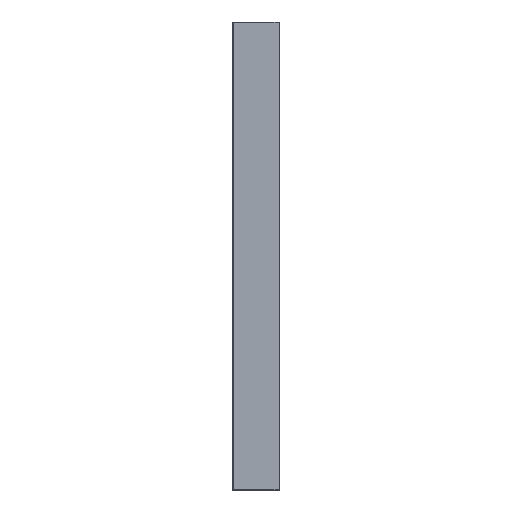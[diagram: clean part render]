
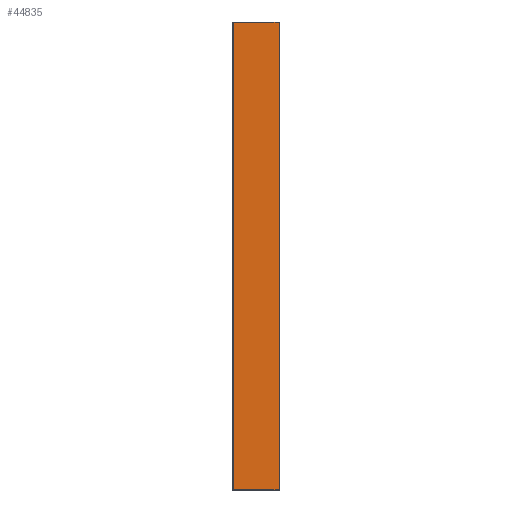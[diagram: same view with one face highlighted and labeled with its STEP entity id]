
A CAD part, front view. The second image highlights one B-rep face of the part: STEP entity #44835.
In plain terms, the highlighted planar face has unit normal (0, -1, 0).
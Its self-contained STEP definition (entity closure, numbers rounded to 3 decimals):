
#36221 = PLANE('',#36222);
#36222 = AXIS2_PLACEMENT_3D('',#36223,#36224,#36225);
#36223 = CARTESIAN_POINT('',(7.5,-15.45,0.05));
#36224 = DIRECTION('',(0.,0.707,0.707));
#36225 = DIRECTION('',(1.,0.,0.));
#36529 = PLANE('',#36530);
#36530 = AXIS2_PLACEMENT_3D('',#36531,#36532,#36533);
#36531 = CARTESIAN_POINT('',(7.5,-15.45,149.95));
#36532 = DIRECTION('',(0.,-0.707,
    0.707));
#36533 = DIRECTION('',(1.,0.,0.));
#36816 = PLANE('',#36817);
#36817 = AXIS2_PLACEMENT_3D('',#36818,#36819,#36820);
#36818 = CARTESIAN_POINT('',(-7.4,-15.4,0.));
#36819 = DIRECTION('',(-0.707,-0.707,
    0.));
#36820 = DIRECTION('',(0.,0.,1.));
#39729 = VERTEX_POINT('',#39730);
#39730 = CARTESIAN_POINT('',(7.4,-15.5,0.1));
#39751 = EDGE_CURVE('',#39729,#39752,#39754,.T.);
#39752 = VERTEX_POINT('',#39753);
#39753 = CARTESIAN_POINT('',(-7.3,-15.5,0.1));
#39754 = SURFACE_CURVE('',#39755,(#39759,#39766),.PCURVE_S1.);
#39755 = LINE('',#39756,#39757);
#39756 = CARTESIAN_POINT('',(7.5,-15.5,0.1));
#39757 = VECTOR('',#39758,1.);
#39758 = DIRECTION('',(-1.,0.,0.));
#39759 = PCURVE('',#36221,#39760);
#39760 = DEFINITIONAL_REPRESENTATION('',(#39761),#39765);
#39761 = LINE('',#39762,#39763);
#39762 = CARTESIAN_POINT('',(0.,-0.071));
#39763 = VECTOR('',#39764,1.);
#39764 = DIRECTION('',(-1.,0.));
#39765 = ( GEOMETRIC_REPRESENTATION_CONTEXT(2) 
PARAMETRIC_REPRESENTATION_CONTEXT() REPRESENTATION_CONTEXT('2D SPACE',''
  ) );
#39766 = PCURVE('',#39767,#39772);
#39767 = PLANE('',#39768);
#39768 = AXIS2_PLACEMENT_3D('',#39769,#39770,#39771);
#39769 = CARTESIAN_POINT('',(7.5,-15.5,0.));
#39770 = DIRECTION('',(0.,-1.,0.));
#39771 = DIRECTION('',(-1.,0.,0.));
#39772 = DEFINITIONAL_REPRESENTATION('',(#39773),#39777);
#39773 = LINE('',#39774,#39775);
#39774 = CARTESIAN_POINT('',(0.,-0.1));
#39775 = VECTOR('',#39776,1.);
#39776 = DIRECTION('',(1.,0.));
#39777 = ( GEOMETRIC_REPRESENTATION_CONTEXT(2) 
PARAMETRIC_REPRESENTATION_CONTEXT() REPRESENTATION_CONTEXT('2D SPACE',''
  ) );
#40044 = VERTEX_POINT('',#40045);
#40045 = CARTESIAN_POINT('',(7.4,-15.5,149.9));
#40066 = EDGE_CURVE('',#40044,#40067,#40069,.T.);
#40067 = VERTEX_POINT('',#40068);
#40068 = CARTESIAN_POINT('',(-7.3,-15.5,149.9));
#40069 = SURFACE_CURVE('',#40070,(#40074,#40081),.PCURVE_S1.);
#40070 = LINE('',#40071,#40072);
#40071 = CARTESIAN_POINT('',(7.5,-15.5,149.9));
#40072 = VECTOR('',#40073,1.);
#40073 = DIRECTION('',(-1.,0.,0.));
#40074 = PCURVE('',#36529,#40075);
#40075 = DEFINITIONAL_REPRESENTATION('',(#40076),#40080);
#40076 = LINE('',#40077,#40078);
#40077 = CARTESIAN_POINT('',(0.,-0.071));
#40078 = VECTOR('',#40079,1.);
#40079 = DIRECTION('',(-1.,0.));
#40080 = ( GEOMETRIC_REPRESENTATION_CONTEXT(2) 
PARAMETRIC_REPRESENTATION_CONTEXT() REPRESENTATION_CONTEXT('2D SPACE',''
  ) );
#40081 = PCURVE('',#39767,#40082);
#40082 = DEFINITIONAL_REPRESENTATION('',(#40083),#40087);
#40083 = LINE('',#40084,#40085);
#40084 = CARTESIAN_POINT('',(0.,-149.9));
#40085 = VECTOR('',#40086,1.);
#40086 = DIRECTION('',(1.,0.));
#40087 = ( GEOMETRIC_REPRESENTATION_CONTEXT(2) 
PARAMETRIC_REPRESENTATION_CONTEXT() REPRESENTATION_CONTEXT('2D SPACE',''
  ) );
#40223 = EDGE_CURVE('',#39752,#40067,#40224,.T.);
#40224 = SURFACE_CURVE('',#40225,(#40229,#40236),.PCURVE_S1.);
#40225 = LINE('',#40226,#40227);
#40226 = CARTESIAN_POINT('',(-7.3,-15.5,0.));
#40227 = VECTOR('',#40228,1.);
#40228 = DIRECTION('',(0.,0.,1.));
#40229 = PCURVE('',#36816,#40230);
#40230 = DEFINITIONAL_REPRESENTATION('',(#40231),#40235);
#40231 = LINE('',#40232,#40233);
#40232 = CARTESIAN_POINT('',(0.,-0.141));
#40233 = VECTOR('',#40234,1.);
#40234 = DIRECTION('',(1.,0.));
#40235 = ( GEOMETRIC_REPRESENTATION_CONTEXT(2) 
PARAMETRIC_REPRESENTATION_CONTEXT() REPRESENTATION_CONTEXT('2D SPACE',''
  ) );
#40236 = PCURVE('',#39767,#40237);
#40237 = DEFINITIONAL_REPRESENTATION('',(#40238),#40242);
#40238 = LINE('',#40239,#40240);
#40239 = CARTESIAN_POINT('',(14.8,0.));
#40240 = VECTOR('',#40241,1.);
#40241 = DIRECTION('',(0.,-1.));
#40242 = ( GEOMETRIC_REPRESENTATION_CONTEXT(2) 
PARAMETRIC_REPRESENTATION_CONTEXT() REPRESENTATION_CONTEXT('2D SPACE',''
  ) );
#44704 = PLANE('',#44705);
#44705 = AXIS2_PLACEMENT_3D('',#44706,#44707,#44708);
#44706 = CARTESIAN_POINT('',(7.45,-15.45,0.));
#44707 = DIRECTION('',(0.707,-0.707,0.));
#44708 = DIRECTION('',(0.,0.,1.));
#44835 = ADVANCED_FACE('',(#44836),#39767,.T.);
#44836 = FACE_BOUND('',#44837,.T.);
#44837 = EDGE_LOOP('',(#44838,#44859,#44860,#44861));
#44838 = ORIENTED_EDGE('',*,*,#44839,.T.);
#44839 = EDGE_CURVE('',#39729,#40044,#44840,.T.);
#44840 = SURFACE_CURVE('',#44841,(#44845,#44852),.PCURVE_S1.);
#44841 = LINE('',#44842,#44843);
#44842 = CARTESIAN_POINT('',(7.4,-15.5,0.));
#44843 = VECTOR('',#44844,1.);
#44844 = DIRECTION('',(0.,0.,1.));
#44845 = PCURVE('',#39767,#44846);
#44846 = DEFINITIONAL_REPRESENTATION('',(#44847),#44851);
#44847 = LINE('',#44848,#44849);
#44848 = CARTESIAN_POINT('',(0.1,0.));
#44849 = VECTOR('',#44850,1.);
#44850 = DIRECTION('',(0.,-1.));
#44851 = ( GEOMETRIC_REPRESENTATION_CONTEXT(2) 
PARAMETRIC_REPRESENTATION_CONTEXT() REPRESENTATION_CONTEXT('2D SPACE',''
  ) );
#44852 = PCURVE('',#44704,#44853);
#44853 = DEFINITIONAL_REPRESENTATION('',(#44854),#44858);
#44854 = LINE('',#44855,#44856);
#44855 = CARTESIAN_POINT('',(0.,0.071));
#44856 = VECTOR('',#44857,1.);
#44857 = DIRECTION('',(1.,0.));
#44858 = ( GEOMETRIC_REPRESENTATION_CONTEXT(2) 
PARAMETRIC_REPRESENTATION_CONTEXT() REPRESENTATION_CONTEXT('2D SPACE',''
  ) );
#44859 = ORIENTED_EDGE('',*,*,#40066,.T.);
#44860 = ORIENTED_EDGE('',*,*,#40223,.F.);
#44861 = ORIENTED_EDGE('',*,*,#39751,.F.);
